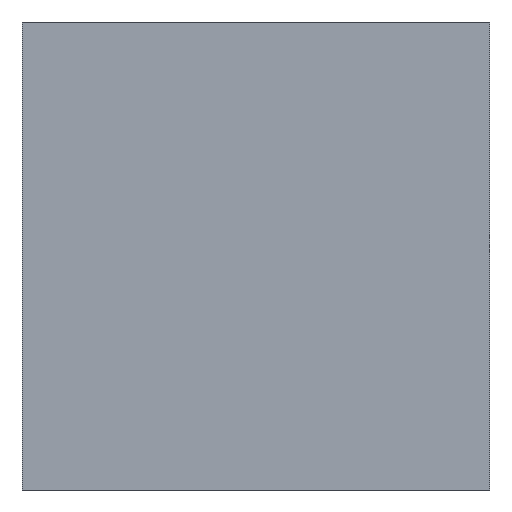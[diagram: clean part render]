
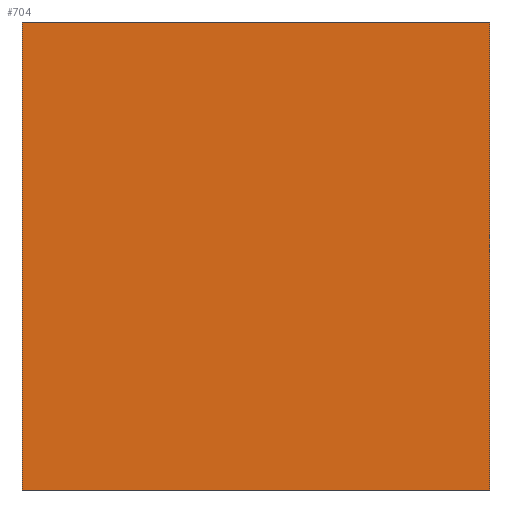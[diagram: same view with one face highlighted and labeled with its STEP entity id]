
A CAD part, front view. The second image highlights one B-rep face of the part: STEP entity #704.
In plain terms, the highlighted planar face has unit normal (0, -1, 0).
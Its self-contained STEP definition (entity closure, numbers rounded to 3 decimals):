
#362 = PLANE('',#363);
#363 = AXIS2_PLACEMENT_3D('',#364,#365,#366);
#364 = CARTESIAN_POINT('',(0.,100.,0.));
#365 = DIRECTION('',(0.,0.,1.));
#366 = DIRECTION('',(1.,0.,0.));
#499 = VERTEX_POINT('',#500);
#500 = CARTESIAN_POINT('',(0.,-100.,0.));
#514 = PLANE('',#515);
#515 = AXIS2_PLACEMENT_3D('',#516,#517,#518);
#516 = CARTESIAN_POINT('',(0.,100.,50.));
#517 = DIRECTION('',(1.,0.,0.));
#518 = DIRECTION('',(0.,0.,-1.));
#526 = EDGE_CURVE('',#499,#527,#529,.T.);
#527 = VERTEX_POINT('',#528);
#528 = CARTESIAN_POINT('',(50.,-100.,0.));
#529 = SURFACE_CURVE('',#530,(#534,#541),.PCURVE_S1.);
#530 = LINE('',#531,#532);
#531 = CARTESIAN_POINT('',(0.,-100.,0.));
#532 = VECTOR('',#533,1.);
#533 = DIRECTION('',(1.,0.,0.));
#534 = PCURVE('',#362,#535);
#535 = DEFINITIONAL_REPRESENTATION('',(#536),#540);
#536 = LINE('',#537,#538);
#537 = CARTESIAN_POINT('',(0.,-200.));
#538 = VECTOR('',#539,1.);
#539 = DIRECTION('',(1.,0.));
#540 = ( GEOMETRIC_REPRESENTATION_CONTEXT(2) 
PARAMETRIC_REPRESENTATION_CONTEXT() REPRESENTATION_CONTEXT('2D SPACE',''
  ) );
#541 = PCURVE('',#542,#547);
#542 = PLANE('',#543);
#543 = AXIS2_PLACEMENT_3D('',#544,#545,#546);
#544 = CARTESIAN_POINT('',(25.,-100.,25.));
#545 = DIRECTION('',(0.,-1.,0.));
#546 = DIRECTION('',(0.,0.,-1.));
#547 = DEFINITIONAL_REPRESENTATION('',(#548),#552);
#548 = LINE('',#549,#550);
#549 = CARTESIAN_POINT('',(25.,-25.));
#550 = VECTOR('',#551,1.);
#551 = DIRECTION('',(0.,1.));
#552 = ( GEOMETRIC_REPRESENTATION_CONTEXT(2) 
PARAMETRIC_REPRESENTATION_CONTEXT() REPRESENTATION_CONTEXT('2D SPACE',''
  ) );
#568 = PLANE('',#569);
#569 = AXIS2_PLACEMENT_3D('',#570,#571,#572);
#570 = CARTESIAN_POINT('',(50.,100.,0.));
#571 = DIRECTION('',(-1.,0.,0.));
#572 = DIRECTION('',(0.,0.,1.));
#623 = PLANE('',#624);
#624 = AXIS2_PLACEMENT_3D('',#625,#626,#627);
#625 = CARTESIAN_POINT('',(50.,100.,50.));
#626 = DIRECTION('',(0.,0.,-1.));
#627 = DIRECTION('',(-1.,0.,0.));
#660 = EDGE_CURVE('',#527,#661,#663,.T.);
#661 = VERTEX_POINT('',#662);
#662 = CARTESIAN_POINT('',(50.,-100.,50.));
#663 = SURFACE_CURVE('',#664,(#668,#675),.PCURVE_S1.);
#664 = LINE('',#665,#666);
#665 = CARTESIAN_POINT('',(50.,-100.,0.));
#666 = VECTOR('',#667,1.);
#667 = DIRECTION('',(0.,0.,1.));
#668 = PCURVE('',#568,#669);
#669 = DEFINITIONAL_REPRESENTATION('',(#670),#674);
#670 = LINE('',#671,#672);
#671 = CARTESIAN_POINT('',(0.,-200.));
#672 = VECTOR('',#673,1.);
#673 = DIRECTION('',(1.,0.));
#674 = ( GEOMETRIC_REPRESENTATION_CONTEXT(2) 
PARAMETRIC_REPRESENTATION_CONTEXT() REPRESENTATION_CONTEXT('2D SPACE',''
  ) );
#675 = PCURVE('',#542,#676);
#676 = DEFINITIONAL_REPRESENTATION('',(#677),#681);
#677 = LINE('',#678,#679);
#678 = CARTESIAN_POINT('',(25.,25.));
#679 = VECTOR('',#680,1.);
#680 = DIRECTION('',(-1.,0.));
#681 = ( GEOMETRIC_REPRESENTATION_CONTEXT(2) 
PARAMETRIC_REPRESENTATION_CONTEXT() REPRESENTATION_CONTEXT('2D SPACE',''
  ) );
#704 = ADVANCED_FACE('',(#705),#542,.T.);
#705 = FACE_BOUND('',#706,.T.);
#706 = EDGE_LOOP('',(#707,#708,#709,#732));
#707 = ORIENTED_EDGE('',*,*,#526,.T.);
#708 = ORIENTED_EDGE('',*,*,#660,.T.);
#709 = ORIENTED_EDGE('',*,*,#710,.T.);
#710 = EDGE_CURVE('',#661,#711,#713,.T.);
#711 = VERTEX_POINT('',#712);
#712 = CARTESIAN_POINT('',(0.,-100.,50.));
#713 = SURFACE_CURVE('',#714,(#718,#725),.PCURVE_S1.);
#714 = LINE('',#715,#716);
#715 = CARTESIAN_POINT('',(50.,-100.,50.));
#716 = VECTOR('',#717,1.);
#717 = DIRECTION('',(-1.,0.,0.));
#718 = PCURVE('',#542,#719);
#719 = DEFINITIONAL_REPRESENTATION('',(#720),#724);
#720 = LINE('',#721,#722);
#721 = CARTESIAN_POINT('',(-25.,25.));
#722 = VECTOR('',#723,1.);
#723 = DIRECTION('',(0.,-1.));
#724 = ( GEOMETRIC_REPRESENTATION_CONTEXT(2) 
PARAMETRIC_REPRESENTATION_CONTEXT() REPRESENTATION_CONTEXT('2D SPACE',''
  ) );
#725 = PCURVE('',#623,#726);
#726 = DEFINITIONAL_REPRESENTATION('',(#727),#731);
#727 = LINE('',#728,#729);
#728 = CARTESIAN_POINT('',(0.,-200.));
#729 = VECTOR('',#730,1.);
#730 = DIRECTION('',(1.,0.));
#731 = ( GEOMETRIC_REPRESENTATION_CONTEXT(2) 
PARAMETRIC_REPRESENTATION_CONTEXT() REPRESENTATION_CONTEXT('2D SPACE',''
  ) );
#732 = ORIENTED_EDGE('',*,*,#733,.T.);
#733 = EDGE_CURVE('',#711,#499,#734,.T.);
#734 = SURFACE_CURVE('',#735,(#739,#746),.PCURVE_S1.);
#735 = LINE('',#736,#737);
#736 = CARTESIAN_POINT('',(0.,-100.,50.));
#737 = VECTOR('',#738,1.);
#738 = DIRECTION('',(0.,0.,-1.));
#739 = PCURVE('',#542,#740);
#740 = DEFINITIONAL_REPRESENTATION('',(#741),#745);
#741 = LINE('',#742,#743);
#742 = CARTESIAN_POINT('',(-25.,-25.));
#743 = VECTOR('',#744,1.);
#744 = DIRECTION('',(1.,0.));
#745 = ( GEOMETRIC_REPRESENTATION_CONTEXT(2) 
PARAMETRIC_REPRESENTATION_CONTEXT() REPRESENTATION_CONTEXT('2D SPACE',''
  ) );
#746 = PCURVE('',#514,#747);
#747 = DEFINITIONAL_REPRESENTATION('',(#748),#752);
#748 = LINE('',#749,#750);
#749 = CARTESIAN_POINT('',(0.,-200.));
#750 = VECTOR('',#751,1.);
#751 = DIRECTION('',(1.,0.));
#752 = ( GEOMETRIC_REPRESENTATION_CONTEXT(2) 
PARAMETRIC_REPRESENTATION_CONTEXT() REPRESENTATION_CONTEXT('2D SPACE',''
  ) );
